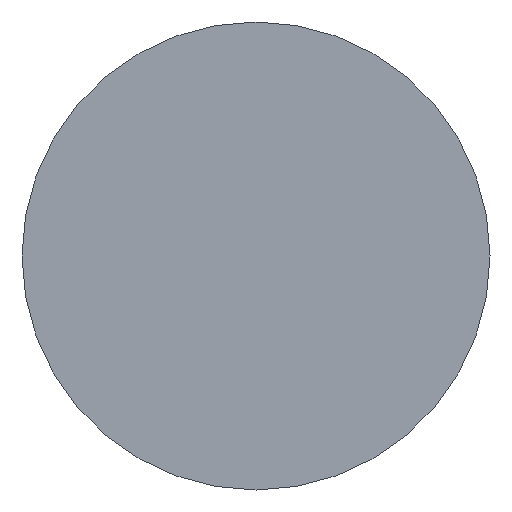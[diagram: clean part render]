
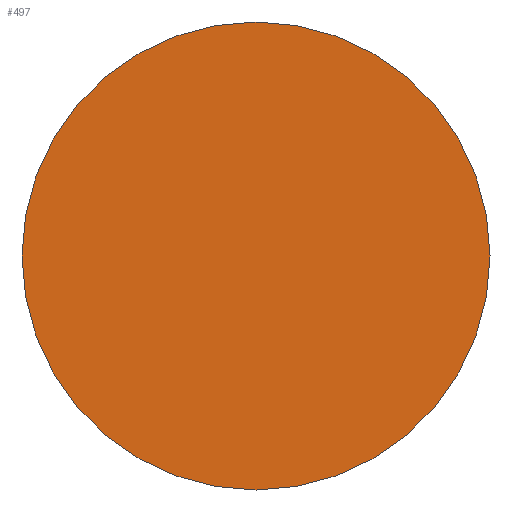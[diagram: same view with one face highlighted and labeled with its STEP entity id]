
A CAD part, front view. The second image highlights one B-rep face of the part: STEP entity #497.
In plain terms, the highlighted planar face has unit normal (0, -1, 0).
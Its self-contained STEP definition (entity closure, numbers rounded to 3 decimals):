
#57=PLANE('',#575);
#89=FACE_OUTER_BOUND('',#123,.T.);
#123=EDGE_LOOP('',(#427,#428));
#180=CIRCLE('',#576,20.);
#181=CIRCLE('',#577,20.);
#228=VERTEX_POINT('',#915);
#229=VERTEX_POINT('',#916);
#298=EDGE_CURVE('',#228,#229,#180,.T.);
#299=EDGE_CURVE('',#229,#228,#181,.T.);
#427=ORIENTED_EDGE('',*,*,#298,.F.);
#428=ORIENTED_EDGE('',*,*,#299,.F.);
#497=ADVANCED_FACE('',(#89),#57,.T.);
#575=AXIS2_PLACEMENT_3D('',#914,#709,#710);
#576=AXIS2_PLACEMENT_3D('',#917,#711,#712);
#577=AXIS2_PLACEMENT_3D('',#918,#713,#714);
#709=DIRECTION('center_axis',(0.,-1.,0.));
#710=DIRECTION('ref_axis',(0.,0.,-1.));
#711=DIRECTION('center_axis',(0.,1.,0.));
#712=DIRECTION('ref_axis',(-1.,0.,0.));
#713=DIRECTION('center_axis',(0.,1.,0.));
#714=DIRECTION('ref_axis',(-1.,0.,0.));
#914=CARTESIAN_POINT('Origin',(-10.,0.,0.));
#915=CARTESIAN_POINT('',(-20.,0.,0.));
#916=CARTESIAN_POINT('',(20.,0.,0.));
#917=CARTESIAN_POINT('Origin',(0.,0.,
0.));
#918=CARTESIAN_POINT('Origin',(0.,0.,
0.));
